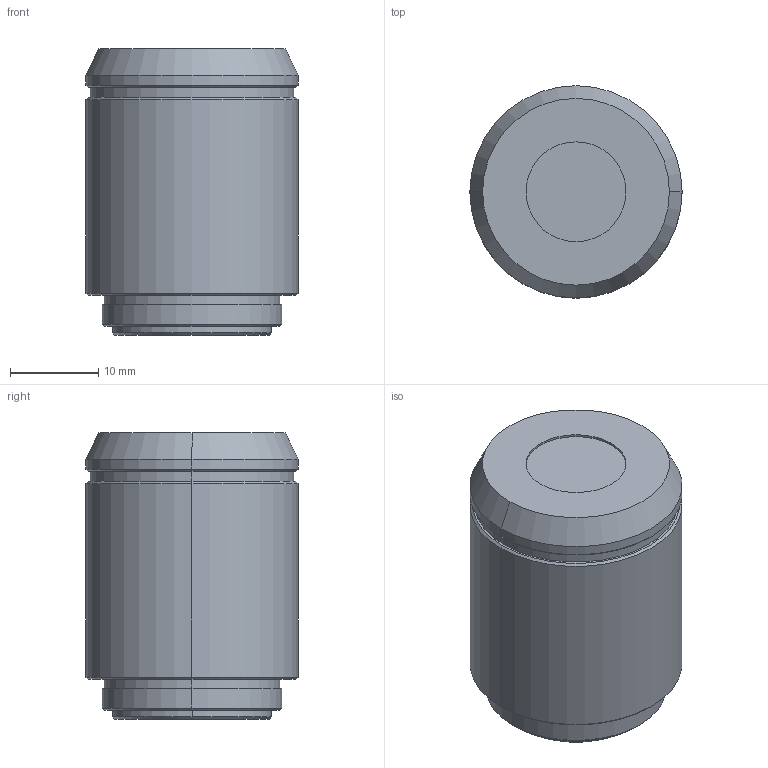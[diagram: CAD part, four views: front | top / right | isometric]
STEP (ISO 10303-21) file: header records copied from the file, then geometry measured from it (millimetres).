
FILE_DESCRIPTION (( 'STEP AP203' ), '1' );
FILE_NAME ('690066.step', '2025-04-14T08:44:01', ( 'MSI' ), ( '' ), 'SwSTEP 2.0', 'SolidWorks 2020', '' );
FILE_SCHEMA (( 'CONFIG_CONTROL_DESIGN' ));
Length unit declared in the file: millimetre
Products named in the file (1): 690066
Bounding box: 24 x 24 x 32.39 mm (x, y, z)
Volume: 13663 mm3; surface area: 3282.5 mm2
Topology: 1 solids, 1 shells, 39 faces, 76 edges, 46 vertices
Faces by surface type: cylinder 16, cone 14, plane 9
Entity records: 1081 total; most frequent: DIRECTION 202, CARTESIAN_POINT 162, ORIENTED_EDGE 152, AXIS2_PLACEMENT_3D 86, EDGE_CURVE 76, CIRCLE 46, EDGE_LOOP 46, VERTEX_POINT 46
